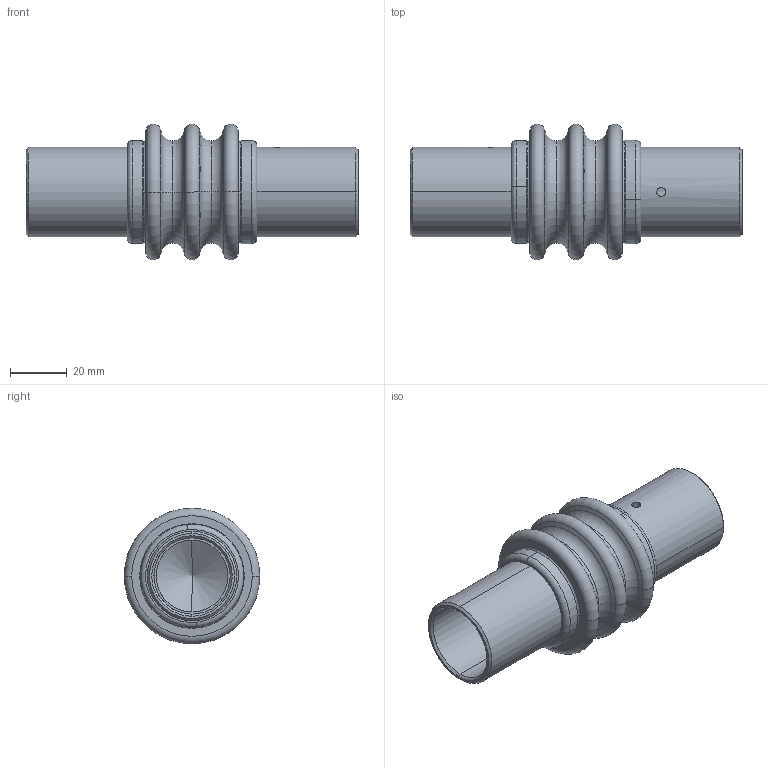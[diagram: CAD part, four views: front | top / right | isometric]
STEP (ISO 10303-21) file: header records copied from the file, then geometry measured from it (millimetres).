
FILE_DESCRIPTION (( 'STEP AP214' ), '1' );
FILE_NAME ('MS20271B20.STEP', '2018-06-08T18:42:32', ( 'rick' ), ( 'Hewlett-Packard Company' ), 'SwSTEP 2.0', 'SolidWorks 2017', '' );
FILE_SCHEMA (( 'AUTOMOTIVE_DESIGN' ));
Length unit declared in the file: inch
Products named in the file (8): 1250 BOOT_1250 BOOT-SL INSTALLED (CUP CLAMP); MIL Spec Block_MS20271B20-2AZ; MIL Spec Long Pin_MS20271B20-5A; MIL Spec Short Pin_MS20271B20-4A; MS2027xB20-Y_MS20271B20LH; MS20271B20; RIVET_HS1250-3A - Clinch; BOOT CLAMP - CUP STYLE_1250 CLAMP CRIMPED
Assembly tree (10 placements, depth 2):
  MS20271B20
    MS2027xB20-Y_MS20271B20LH  x2
    MIL Spec Block_MS20271B20-2AZ
    MIL Spec Long Pin_MS20271B20-5A
    MIL Spec Short Pin_MS20271B20-4A  x2
    RIVET_HS1250-3A - Clinch
    1250 BOOT_1250 BOOT-SL INSTALLED (CUP CLAMP)
    BOOT CLAMP - CUP STYLE_1250 CLAMP CRIMPED  x2
Bounding box: 117.47 x 48.01 x 48.01 mm (x, y, z)
Volume: 59159.3 mm3; surface area: 46774.5 mm2
Topology: 10 solids, 10 shells, 344 faces, 840 edges, 522 vertices
Faces by surface type: cylinder 110, plane 80, cone 76, torus 50, sphere 28
Entity records: 8620 total; most frequent: CARTESIAN_POINT 1974, DIRECTION 1316, ORIENTED_EDGE 1128, AXIS2_PLACEMENT_3D 575, EDGE_CURVE 564, VERTEX_POINT 347, CIRCLE 322, EDGE_LOOP 269
